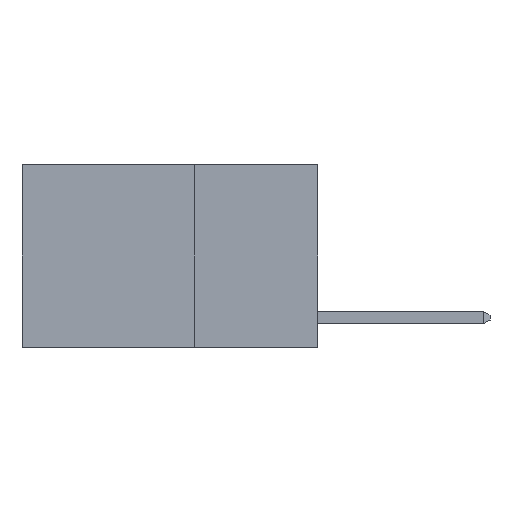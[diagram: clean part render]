
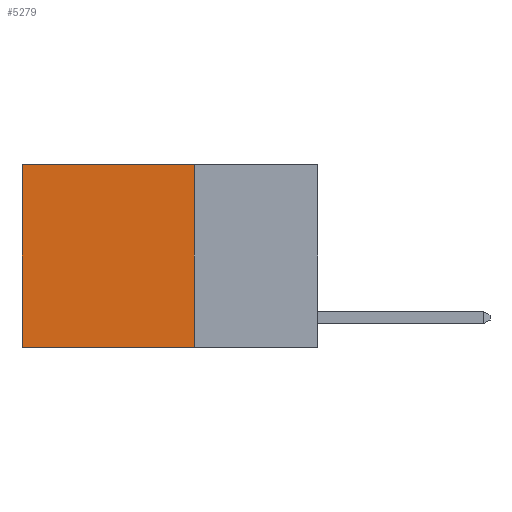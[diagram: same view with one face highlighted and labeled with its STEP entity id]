
A CAD part, left-side view. The second image highlights one B-rep face of the part: STEP entity #5279.
In plain terms, the highlighted planar face has unit normal (-1, 0, 0).
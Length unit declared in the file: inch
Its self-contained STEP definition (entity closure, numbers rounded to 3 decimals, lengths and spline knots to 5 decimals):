
#490 = DIRECTION ( 'NONE',  ( 0., 0., -1. ) ) ;
#772 = CARTESIAN_POINT ( 'NONE',  ( 0.2625, 0.25, 0. ) ) ;
#1031 = CARTESIAN_POINT ( 'NONE',  ( 0.2625, 0.6, -0.37 ) ) ;
#1273 = VERTEX_POINT ( 'NONE', #772 ) ;
#1281 = CARTESIAN_POINT ( 'NONE',  ( 0.2625, 0.6, 0. ) ) ;
#1335 = PLANE ( 'NONE',  #1688 ) ;
#1462 = DIRECTION ( 'NONE',  ( 0., 1., 0. ) ) ;
#1663 = ORIENTED_EDGE ( 'NONE', *, *, #8763, .F. ) ;
#1688 = AXIS2_PLACEMENT_3D ( 'NONE', #10865, #7423, #2209 ) ;
#2169 = DIRECTION ( 'NONE',  ( 0., 0., -1. ) ) ;
#2209 = DIRECTION ( 'NONE',  ( 0., 0., -1. ) ) ;
#2698 = CARTESIAN_POINT ( 'NONE',  ( 0.2625, 0.25, -0.37 ) ) ;
#2987 = DIRECTION ( 'NONE',  ( 0., 1., 0. ) ) ;
#3133 = CARTESIAN_POINT ( 'NONE',  ( 0.2625, 0.25, 0. ) ) ;
#3326 = VECTOR ( 'NONE', #2987, 39.37008 ) ;
#3457 = LINE ( 'NONE', #3133, #7818 ) ;
#3722 = LINE ( 'NONE', #6618, #4253 ) ;
#4253 = VECTOR ( 'NONE', #490, 39.37008 ) ;
#4881 = VERTEX_POINT ( 'NONE', #8607 ) ;
#5279 = ADVANCED_FACE ( 'NONE', ( #8598 ), #1335, .F. ) ;
#5403 = EDGE_LOOP ( 'NONE', ( #7958, #8811, #1663, #6969 ) ) ;
#5572 = CARTESIAN_POINT ( 'NONE',  ( 0.2625, 0.25, -0.37 ) ) ;
#5599 = LINE ( 'NONE', #1281, #9694 ) ;
#5627 = LINE ( 'NONE', #5572, #3326 ) ;
#6361 = VERTEX_POINT ( 'NONE', #1031 ) ;
#6618 = CARTESIAN_POINT ( 'NONE',  ( 0.2625, 0.25, 0. ) ) ;
#6969 = ORIENTED_EDGE ( 'NONE', *, *, #8818, .T. ) ;
#7423 = DIRECTION ( 'NONE',  ( 1., 0., 0. ) ) ;
#7818 = VECTOR ( 'NONE', #1462, 39.37008 ) ;
#7958 = ORIENTED_EDGE ( 'NONE', *, *, #9974, .T. ) ;
#8598 = FACE_OUTER_BOUND ( 'NONE', #5403, .T. ) ;
#8607 = CARTESIAN_POINT ( 'NONE',  ( 0.2625, 0.6, 0. ) ) ;
#8652 = EDGE_CURVE ( 'NONE', #9129, #6361, #5627, .T. ) ;
#8763 = EDGE_CURVE ( 'NONE', #1273, #9129, #3722, .T. ) ;
#8811 = ORIENTED_EDGE ( 'NONE', *, *, #8652, .F. ) ;
#8818 = EDGE_CURVE ( 'NONE', #1273, #4881, #3457, .T. ) ;
#9129 = VERTEX_POINT ( 'NONE', #2698 ) ;
#9694 = VECTOR ( 'NONE', #2169, 39.37008 ) ;
#9974 = EDGE_CURVE ( 'NONE', #4881, #6361, #5599, .T. ) ;
#10865 = CARTESIAN_POINT ( 'NONE',  ( 0.2625, 0.25, 0. ) ) ;
